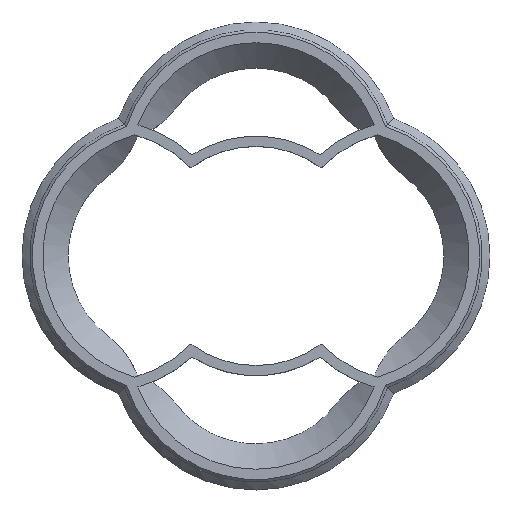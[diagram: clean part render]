
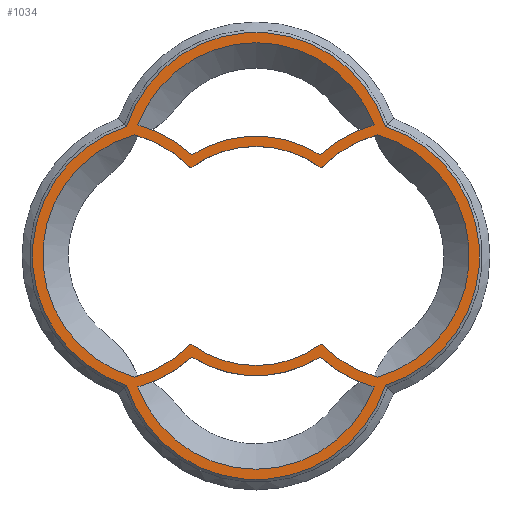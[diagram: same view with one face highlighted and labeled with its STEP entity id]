
A CAD part, top view. The second image highlights one B-rep face of the part: STEP entity #1034.
In plain terms, the highlighted planar face has unit normal (0, 0, 1).
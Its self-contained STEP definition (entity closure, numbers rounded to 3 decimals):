
#71=FACE_BOUND('',#219,.T.);
#72=FACE_BOUND('',#220,.T.);
#73=FACE_BOUND('',#221,.T.);
#77=CIRCLE('',#1114,10.578);
#78=CIRCLE('',#1115,10.578);
#79=CIRCLE('',#1116,10.578);
#80=CIRCLE('',#1117,10.578);
#81=CIRCLE('',#1118,9.778);
#82=CIRCLE('',#1119,10.578);
#83=CIRCLE('',#1120,9.314);
#84=CIRCLE('',#1121,10.578);
#85=CIRCLE('',#1122,9.778);
#86=CIRCLE('',#1123,9.778);
#87=CIRCLE('',#1124,8.514);
#88=CIRCLE('',#1125,9.778);
#89=CIRCLE('',#1126,9.778);
#90=CIRCLE('',#1127,9.778);
#91=CIRCLE('',#1128,8.514);
#92=CIRCLE('',#1129,9.778);
#93=CIRCLE('',#1130,10.578);
#94=CIRCLE('',#1131,9.778);
#95=CIRCLE('',#1132,10.578);
#96=CIRCLE('',#1133,9.314);
#149=PLANE('',#1113);
#152=FACE_OUTER_BOUND('',#218,.T.);
#218=EDGE_LOOP('',(#693,#694,#695,#696));
#219=EDGE_LOOP('',(#697,#698,#699,#700));
#220=EDGE_LOOP('',(#701,#702,#703,#704,#705,#706,#707,#708));
#221=EDGE_LOOP('',(#709,#710,#711,#712));
#421=VERTEX_POINT('',#1602);
#422=VERTEX_POINT('',#1603);
#423=VERTEX_POINT('',#1605);
#424=VERTEX_POINT('',#1607);
#425=VERTEX_POINT('',#1610);
#426=VERTEX_POINT('',#1611);
#427=VERTEX_POINT('',#1613);
#428=VERTEX_POINT('',#1615);
#429=VERTEX_POINT('',#1618);
#430=VERTEX_POINT('',#1619);
#431=VERTEX_POINT('',#1621);
#432=VERTEX_POINT('',#1623);
#433=VERTEX_POINT('',#1625);
#434=VERTEX_POINT('',#1627);
#435=VERTEX_POINT('',#1629);
#436=VERTEX_POINT('',#1631);
#437=VERTEX_POINT('',#1634);
#438=VERTEX_POINT('',#1635);
#439=VERTEX_POINT('',#1637);
#440=VERTEX_POINT('',#1639);
#525=EDGE_CURVE('',#421,#422,#77,.T.);
#526=EDGE_CURVE('',#421,#423,#78,.T.);
#527=EDGE_CURVE('',#424,#423,#79,.T.);
#528=EDGE_CURVE('',#424,#422,#80,.T.);
#529=EDGE_CURVE('',#425,#426,#81,.T.);
#530=EDGE_CURVE('',#427,#426,#82,.T.);
#531=EDGE_CURVE('',#427,#428,#83,.T.);
#532=EDGE_CURVE('',#428,#425,#84,.T.);
#533=EDGE_CURVE('',#429,#430,#85,.T.);
#534=EDGE_CURVE('',#431,#430,#86,.T.);
#535=EDGE_CURVE('',#432,#431,#87,.T.);
#536=EDGE_CURVE('',#432,#433,#88,.T.);
#537=EDGE_CURVE('',#433,#434,#89,.T.);
#538=EDGE_CURVE('',#435,#434,#90,.T.);
#539=EDGE_CURVE('',#435,#436,#91,.T.);
#540=EDGE_CURVE('',#436,#429,#92,.T.);
#541=EDGE_CURVE('',#437,#438,#93,.T.);
#542=EDGE_CURVE('',#439,#438,#94,.T.);
#543=EDGE_CURVE('',#440,#439,#95,.T.);
#544=EDGE_CURVE('',#437,#440,#96,.T.);
#693=ORIENTED_EDGE('',*,*,#525,.F.);
#694=ORIENTED_EDGE('',*,*,#526,.T.);
#695=ORIENTED_EDGE('',*,*,#527,.F.);
#696=ORIENTED_EDGE('',*,*,#528,.T.);
#697=ORIENTED_EDGE('',*,*,#529,.T.);
#698=ORIENTED_EDGE('',*,*,#530,.F.);
#699=ORIENTED_EDGE('',*,*,#531,.T.);
#700=ORIENTED_EDGE('',*,*,#532,.T.);
#701=ORIENTED_EDGE('',*,*,#533,.T.);
#702=ORIENTED_EDGE('',*,*,#534,.F.);
#703=ORIENTED_EDGE('',*,*,#535,.F.);
#704=ORIENTED_EDGE('',*,*,#536,.T.);
#705=ORIENTED_EDGE('',*,*,#537,.T.);
#706=ORIENTED_EDGE('',*,*,#538,.F.);
#707=ORIENTED_EDGE('',*,*,#539,.T.);
#708=ORIENTED_EDGE('',*,*,#540,.T.);
#709=ORIENTED_EDGE('',*,*,#541,.T.);
#710=ORIENTED_EDGE('',*,*,#542,.F.);
#711=ORIENTED_EDGE('',*,*,#543,.F.);
#712=ORIENTED_EDGE('',*,*,#544,.F.);
#1034=ADVANCED_FACE('',(#152,#71,#72,#73),#149,.T.);
#1113=AXIS2_PLACEMENT_3D('',#1601,#1246,#1247);
#1114=AXIS2_PLACEMENT_3D('',#1604,#1248,#1249);
#1115=AXIS2_PLACEMENT_3D('',#1606,#1250,#1251);
#1116=AXIS2_PLACEMENT_3D('',#1608,#1252,#1253);
#1117=AXIS2_PLACEMENT_3D('',#1609,#1254,#1255);
#1118=AXIS2_PLACEMENT_3D('',#1612,#1256,#1257);
#1119=AXIS2_PLACEMENT_3D('',#1614,#1258,#1259);
#1120=AXIS2_PLACEMENT_3D('',#1616,#1260,#1261);
#1121=AXIS2_PLACEMENT_3D('',#1617,#1262,#1263);
#1122=AXIS2_PLACEMENT_3D('',#1620,#1264,#1265);
#1123=AXIS2_PLACEMENT_3D('',#1622,#1266,#1267);
#1124=AXIS2_PLACEMENT_3D('',#1624,#1268,#1269);
#1125=AXIS2_PLACEMENT_3D('',#1626,#1270,#1271);
#1126=AXIS2_PLACEMENT_3D('',#1628,#1272,#1273);
#1127=AXIS2_PLACEMENT_3D('',#1630,#1274,#1275);
#1128=AXIS2_PLACEMENT_3D('',#1632,#1276,#1277);
#1129=AXIS2_PLACEMENT_3D('',#1633,#1278,#1279);
#1130=AXIS2_PLACEMENT_3D('',#1636,#1280,#1281);
#1131=AXIS2_PLACEMENT_3D('',#1638,#1282,#1283);
#1132=AXIS2_PLACEMENT_3D('',#1640,#1284,#1285);
#1133=AXIS2_PLACEMENT_3D('',#1641,#1286,#1287);
#1246=DIRECTION('center_axis',(0.,0.,1.));
#1247=DIRECTION('ref_axis',(1.,0.,0.));
#1248=DIRECTION('center_axis',(0.,0.,-1.));
#1249=DIRECTION('ref_axis',(-0.948,0.317,0.));
#1250=DIRECTION('center_axis',(0.,0.,1.));
#1251=DIRECTION('ref_axis',(-0.317,0.948,0.));
#1252=DIRECTION('center_axis',(0.,0.,-1.));
#1253=DIRECTION('ref_axis',(0.948,-0.317,0.));
#1254=DIRECTION('center_axis',(0.,0.,1.));
#1255=DIRECTION('ref_axis',(0.317,-0.948,0.));
#1256=DIRECTION('center_axis',(0.,0.,-1.));
#1257=DIRECTION('ref_axis',(0.,1.,0.));
#1258=DIRECTION('center_axis',(0.,0.,-1.));
#1259=DIRECTION('ref_axis',(-0.268,-0.963,0.));
#1260=DIRECTION('center_axis',(0.,0.,1.));
#1261=DIRECTION('ref_axis',(-1.,0.,0.));
#1262=DIRECTION('center_axis',(0.,0.,1.));
#1263=DIRECTION('ref_axis',(0.268,-0.963,0.));
#1264=DIRECTION('center_axis',(0.,0.,-1.));
#1265=DIRECTION('ref_axis',(-1.,0.,0.));
#1266=DIRECTION('center_axis',(0.,0.,1.));
#1267=DIRECTION('ref_axis',(0.268,-0.963,0.));
#1268=DIRECTION('center_axis',(0.,0.,1.));
#1269=DIRECTION('ref_axis',(-1.,0.,0.));
#1270=DIRECTION('center_axis',(0.,0.,-1.));
#1271=DIRECTION('ref_axis',(-0.268,-0.963,0.));
#1272=DIRECTION('center_axis',(0.,0.,-1.));
#1273=DIRECTION('ref_axis',(1.,0.,0.));
#1274=DIRECTION('center_axis',(0.,0.,1.));
#1275=DIRECTION('ref_axis',(-0.268,0.963,0.));
#1276=DIRECTION('center_axis',(0.,0.,-1.));
#1277=DIRECTION('ref_axis',(-1.,0.,0.));
#1278=DIRECTION('center_axis',(0.,0.,-1.));
#1279=DIRECTION('ref_axis',(0.268,0.963,0.));
#1280=DIRECTION('center_axis',(0.,0.,1.));
#1281=DIRECTION('ref_axis',(-0.268,0.963,0.));
#1282=DIRECTION('center_axis',(0.,0.,1.));
#1283=DIRECTION('ref_axis',(0.,-1.,0.));
#1284=DIRECTION('center_axis',(0.,0.,-1.));
#1285=DIRECTION('ref_axis',(0.268,0.963,0.));
#1286=DIRECTION('center_axis',(0.,0.,-1.));
#1287=DIRECTION('ref_axis',(-1.,0.,0.));
#1601=CARTESIAN_POINT('Origin',(-128.,0.483,0.));
#1602=CARTESIAN_POINT('',(-119.564,23.373,0.));
#1603=CARTESIAN_POINT('',(-99.437,23.374,0.));
#1604=CARTESIAN_POINT('Origin',(-109.5,20.112,0.));
#1605=CARTESIAN_POINT('',(-119.563,3.247,0.));
#1606=CARTESIAN_POINT('Origin',(-116.302,13.31,0.));
#1607=CARTESIAN_POINT('',(-99.437,3.247,0.));
#1608=CARTESIAN_POINT('Origin',(-109.5,6.509,0.));
#1609=CARTESIAN_POINT('Origin',(-102.698,13.311,0.));
#1610=CARTESIAN_POINT('',(-118.676,23.493,0.));
#1611=CARTESIAN_POINT('',(-100.325,23.494,0.));
#1612=CARTESIAN_POINT('Origin',(-109.5,20.112,0.));
#1613=CARTESIAN_POINT('',(-104.525,21.184,0.));
#1614=CARTESIAN_POINT('Origin',(-97.46,13.311,0.));
#1615=CARTESIAN_POINT('',(-114.476,21.184,0.));
#1616=CARTESIAN_POINT('Origin',(-109.5,13.31,0.));
#1617=CARTESIAN_POINT('Origin',(-121.541,13.31,0.));
#1618=CARTESIAN_POINT('',(-118.921,3.889,0.));
#1619=CARTESIAN_POINT('',(-118.921,22.731,0.));
#1620=CARTESIAN_POINT('Origin',(-116.302,13.31,0.));
#1621=CARTESIAN_POINT('',(-114.56,20.158,0.));
#1622=CARTESIAN_POINT('Origin',(-121.541,13.31,0.));
#1623=CARTESIAN_POINT('',(-104.44,20.158,0.));
#1624=CARTESIAN_POINT('Origin',(-109.5,13.31,0.));
#1625=CARTESIAN_POINT('',(-100.079,22.732,0.));
#1626=CARTESIAN_POINT('Origin',(-97.46,13.311,0.));
#1627=CARTESIAN_POINT('',(-100.079,3.889,0.));
#1628=CARTESIAN_POINT('Origin',(-102.698,13.311,0.));
#1629=CARTESIAN_POINT('',(-104.44,6.463,0.));
#1630=CARTESIAN_POINT('Origin',(-97.46,13.311,0.));
#1631=CARTESIAN_POINT('',(-114.56,6.463,0.));
#1632=CARTESIAN_POINT('Origin',(-109.5,13.31,0.));
#1633=CARTESIAN_POINT('Origin',(-121.541,13.31,0.));
#1634=CARTESIAN_POINT('',(-104.524,5.437,0.));
#1635=CARTESIAN_POINT('',(-100.325,3.127,0.));
#1636=CARTESIAN_POINT('Origin',(-97.46,13.311,0.));
#1637=CARTESIAN_POINT('',(-118.675,3.127,0.));
#1638=CARTESIAN_POINT('Origin',(-109.5,6.509,0.));
#1639=CARTESIAN_POINT('',(-114.476,5.437,0.));
#1640=CARTESIAN_POINT('Origin',(-121.541,13.31,0.));
#1641=CARTESIAN_POINT('Origin',(-109.5,13.31,0.));
